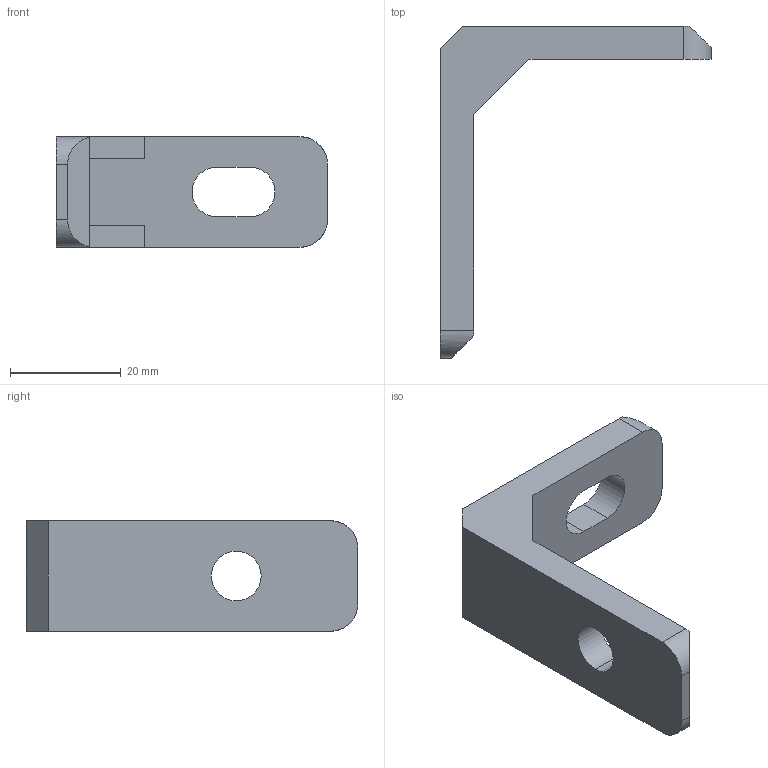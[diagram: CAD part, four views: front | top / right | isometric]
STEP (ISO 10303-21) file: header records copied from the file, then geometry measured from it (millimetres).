
FILE_DESCRIPTION (( 'STEP AP214' ), '1' );
FILE_NAME ('AL-310.3300A.01.STEP', '2026-02-20T07:18:26', ( '' ), ( '' ), 'SwSTEP 2.0', 'SolidWorks 2021', '' );
FILE_SCHEMA (( 'AUTOMOTIVE_DESIGN' ));
Length unit declared in the file: millimetre
Products named in the file (1): AL-310.3300A.01
Bounding box: 49 x 60 x 20 mm (x, y, z)
Volume: 11125.7 mm3; surface area: 5547.5 mm2
Topology: 1 solids, 1 shells, 25 faces, 69 edges, 46 vertices
Faces by surface type: plane 17, cylinder 8
Entity records: 841 total; most frequent: CARTESIAN_POINT 153, ORIENTED_EDGE 138, DIRECTION 133, EDGE_CURVE 69, LINE 49, VECTOR 49, VERTEX_POINT 46, AXIS2_PLACEMENT_3D 42
